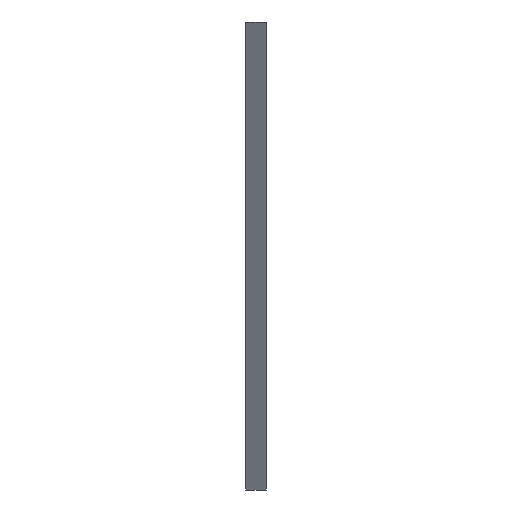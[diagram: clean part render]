
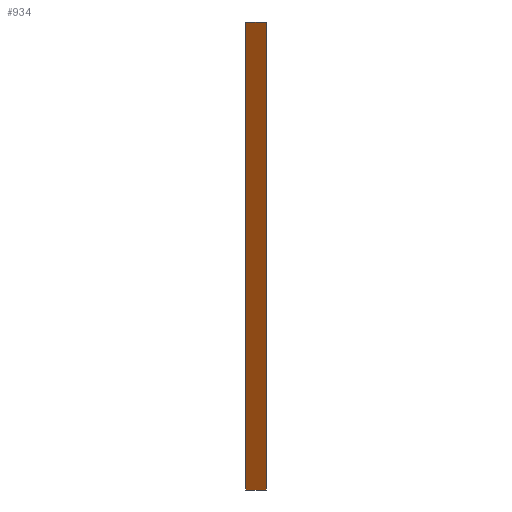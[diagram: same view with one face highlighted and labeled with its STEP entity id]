
A CAD part, left-side view. The second image highlights one B-rep face of the part: STEP entity #934.
In plain terms, the highlighted planar face has unit normal (-0.863, 0, -0.506).
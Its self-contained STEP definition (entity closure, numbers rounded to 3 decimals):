
#79 = FACE_OUTER_BOUND ( 'NONE', #969, .T. ) ;
#110 = EDGE_CURVE ( 'NONE', #630, #1073, #781, .T. ) ;
#149 = VERTEX_POINT ( 'NONE', #1378 ) ;
#161 = EDGE_CURVE ( 'NONE', #1149, #630, #666, .T. ) ;
#188 = EDGE_CURVE ( 'NONE', #1149, #149, #776, .T. ) ;
#196 = CARTESIAN_POINT ( 'NONE',  ( 0., 5., -78.23 ) ) ;
#203 = ORIENTED_EDGE ( 'NONE', *, *, #110, .T. ) ;
#296 = CARTESIAN_POINT ( 'NONE',  ( -34.124, 5., -19.997 ) ) ;
#301 = VECTOR ( 'NONE', #1190, 1000. ) ;
#416 = ORIENTED_EDGE ( 'NONE', *, *, #161, .T. ) ;
#468 = CARTESIAN_POINT ( 'NONE',  ( -34.124, 5., -19.997 ) ) ;
#482 = EDGE_CURVE ( 'NONE', #149, #1073, #962, .T. ) ;
#550 = CARTESIAN_POINT ( 'NONE',  ( -34.124, 0., -19.997 ) ) ;
#630 = VERTEX_POINT ( 'NONE', #879 ) ;
#666 = LINE ( 'NONE', #196, #801 ) ;
#667 = CARTESIAN_POINT ( 'NONE',  ( 0., 5., -78.23 ) ) ;
#670 = DIRECTION ( 'NONE',  ( -0.506, 0., 0.863 ) ) ;
#741 = DIRECTION ( 'NONE',  ( 0.863, 0., 0.506 ) ) ;
#742 = CARTESIAN_POINT ( 'NONE',  ( -68.249, 5., 38.236 ) ) ;
#776 = LINE ( 'NONE', #468, #1346 ) ;
#781 = LINE ( 'NONE', #550, #1252 ) ;
#784 = ORIENTED_EDGE ( 'NONE', *, *, #188, .F. ) ;
#799 = ORIENTED_EDGE ( 'NONE', *, *, #482, .F. ) ;
#801 = VECTOR ( 'NONE', #1475, 1000. ) ;
#860 = PLANE ( 'NONE',  #1464 ) ;
#879 = CARTESIAN_POINT ( 'NONE',  ( 0., 0., -78.23 ) ) ;
#885 = CARTESIAN_POINT ( 'NONE',  ( -68.249, 0., 38.236 ) ) ;
#934 = ADVANCED_FACE ( 'NONE', ( #79 ), #860, .F. ) ;
#962 = LINE ( 'NONE', #742, #301 ) ;
#969 = EDGE_LOOP ( 'NONE', ( #203, #799, #784, #416 ) ) ;
#1073 = VERTEX_POINT ( 'NONE', #885 ) ;
#1149 = VERTEX_POINT ( 'NONE', #667 ) ;
#1190 = DIRECTION ( 'NONE',  ( 0., -1., 0. ) ) ;
#1245 = DIRECTION ( 'NONE',  ( -0.506, 0., 0.863 ) ) ;
#1252 = VECTOR ( 'NONE', #670, 1000. ) ;
#1311 = DIRECTION ( 'NONE',  ( 0.506, 0., -0.863 ) ) ;
#1346 = VECTOR ( 'NONE', #1245, 1000. ) ;
#1378 = CARTESIAN_POINT ( 'NONE',  ( -68.249, 5., 38.236 ) ) ;
#1464 = AXIS2_PLACEMENT_3D ( 'NONE', #296, #741, #1311 ) ;
#1475 = DIRECTION ( 'NONE',  ( 0., -1., 0. ) ) ;
